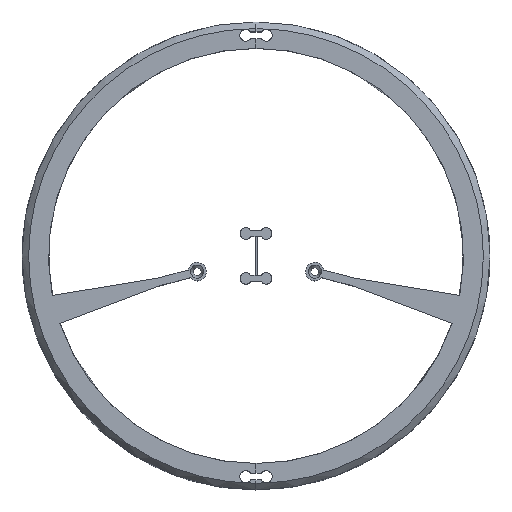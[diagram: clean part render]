
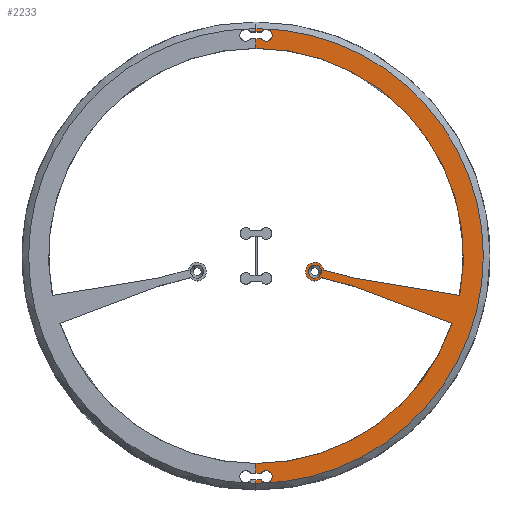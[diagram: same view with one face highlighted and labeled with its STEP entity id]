
A CAD part, top view. The second image highlights one B-rep face of the part: STEP entity #2233.
In plain terms, the highlighted planar face has unit normal (0, 0, 1).
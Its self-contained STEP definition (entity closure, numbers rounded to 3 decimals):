
#87=PLANE('',#2391);
#168=FACE_BOUND('',#418,.T.);
#204=CIRCLE('',#2390,5.);
#205=CIRCLE('',#2392,172.);
#206=CIRCLE('',#2393,4.5);
#207=CIRCLE('',#2394,157.);
#208=CIRCLE('',#2395,7.);
#209=CIRCLE('',#2396,157.);
#210=CIRCLE('',#2397,4.5);
#288=FACE_OUTER_BOUND('',#417,.T.);
#417=EDGE_LOOP('',(#1596,#1597,#1598,#1599,#1600,#1601,#1602,#1603,#1604,
#1605,#1606,#1607,#1608,#1609,#1610,#1611,#1612,#1613));
#418=EDGE_LOOP('',(#1614));
#555=LINE('',#3542,#757);
#556=LINE('',#3544,#758);
#557=LINE('',#3548,#759);
#558=LINE('',#3550,#760);
#559=LINE('',#3554,#761);
#560=LINE('',#3556,#762);
#561=LINE('',#3560,#763);
#562=LINE('',#3562,#764);
#563=LINE('',#3566,#765);
#564=LINE('',#3568,#766);
#565=LINE('',#3572,#767);
#566=LINE('',#3573,#768);
#757=VECTOR('',#2645,10.);
#758=VECTOR('',#2646,10.);
#759=VECTOR('',#2649,10.);
#760=VECTOR('',#2650,10.);
#761=VECTOR('',#2653,10.);
#762=VECTOR('',#2654,10.);
#763=VECTOR('',#2657,10.);
#764=VECTOR('',#2658,10.);
#765=VECTOR('',#2661,10.);
#766=VECTOR('',#2662,10.);
#767=VECTOR('',#2665,10.);
#768=VECTOR('',#2666,10.);
#995=VERTEX_POINT('',#3534);
#996=VERTEX_POINT('',#3538);
#997=VERTEX_POINT('',#3539);
#998=VERTEX_POINT('',#3541);
#999=VERTEX_POINT('',#3543);
#1000=VERTEX_POINT('',#3545);
#1001=VERTEX_POINT('',#3547);
#1002=VERTEX_POINT('',#3549);
#1003=VERTEX_POINT('',#3551);
#1004=VERTEX_POINT('',#3553);
#1005=VERTEX_POINT('',#3555);
#1006=VERTEX_POINT('',#3557);
#1007=VERTEX_POINT('',#3559);
#1008=VERTEX_POINT('',#3561);
#1009=VERTEX_POINT('',#3563);
#1010=VERTEX_POINT('',#3565);
#1011=VERTEX_POINT('',#3567);
#1012=VERTEX_POINT('',#3569);
#1013=VERTEX_POINT('',#3571);
#1230=EDGE_CURVE('',#995,#995,#204,.T.);
#1231=EDGE_CURVE('',#996,#997,#205,.T.);
#1232=EDGE_CURVE('',#996,#998,#555,.T.);
#1233=EDGE_CURVE('',#998,#999,#556,.T.);
#1234=EDGE_CURVE('',#999,#1000,#206,.T.);
#1235=EDGE_CURVE('',#1000,#1001,#557,.T.);
#1236=EDGE_CURVE('',#1001,#1002,#558,.T.);
#1237=EDGE_CURVE('',#1002,#1003,#207,.T.);
#1238=EDGE_CURVE('',#1004,#1003,#559,.T.);
#1239=EDGE_CURVE('',#1005,#1004,#560,.T.);
#1240=EDGE_CURVE('',#1006,#1005,#208,.T.);
#1241=EDGE_CURVE('',#1007,#1006,#561,.T.);
#1242=EDGE_CURVE('',#1008,#1007,#562,.T.);
#1243=EDGE_CURVE('',#1008,#1009,#209,.T.);
#1244=EDGE_CURVE('',#1009,#1010,#563,.T.);
#1245=EDGE_CURVE('',#1010,#1011,#564,.T.);
#1246=EDGE_CURVE('',#1011,#1012,#210,.T.);
#1247=EDGE_CURVE('',#1012,#1013,#565,.T.);
#1248=EDGE_CURVE('',#1013,#997,#566,.T.);
#1596=ORIENTED_EDGE('',*,*,#1231,.F.);
#1597=ORIENTED_EDGE('',*,*,#1232,.T.);
#1598=ORIENTED_EDGE('',*,*,#1233,.T.);
#1599=ORIENTED_EDGE('',*,*,#1234,.T.);
#1600=ORIENTED_EDGE('',*,*,#1235,.T.);
#1601=ORIENTED_EDGE('',*,*,#1236,.T.);
#1602=ORIENTED_EDGE('',*,*,#1237,.T.);
#1603=ORIENTED_EDGE('',*,*,#1238,.F.);
#1604=ORIENTED_EDGE('',*,*,#1239,.F.);
#1605=ORIENTED_EDGE('',*,*,#1240,.F.);
#1606=ORIENTED_EDGE('',*,*,#1241,.F.);
#1607=ORIENTED_EDGE('',*,*,#1242,.F.);
#1608=ORIENTED_EDGE('',*,*,#1243,.T.);
#1609=ORIENTED_EDGE('',*,*,#1244,.T.);
#1610=ORIENTED_EDGE('',*,*,#1245,.T.);
#1611=ORIENTED_EDGE('',*,*,#1246,.T.);
#1612=ORIENTED_EDGE('',*,*,#1247,.T.);
#1613=ORIENTED_EDGE('',*,*,#1248,.T.);
#1614=ORIENTED_EDGE('',*,*,#1230,.F.);
#2233=ADVANCED_FACE('',(#288,#168),#87,.T.);
#2390=AXIS2_PLACEMENT_3D('',#3536,#2639,#2640);
#2391=AXIS2_PLACEMENT_3D('',#3537,#2641,#2642);
#2392=AXIS2_PLACEMENT_3D('',#3540,#2643,#2644);
#2393=AXIS2_PLACEMENT_3D('',#3546,#2647,#2648);
#2394=AXIS2_PLACEMENT_3D('',#3552,#2651,#2652);
#2395=AXIS2_PLACEMENT_3D('',#3558,#2655,#2656);
#2396=AXIS2_PLACEMENT_3D('',#3564,#2659,#2660);
#2397=AXIS2_PLACEMENT_3D('',#3570,#2663,#2664);
#2639=DIRECTION('center_axis',(0.,0.,1.));
#2640=DIRECTION('ref_axis',(1.,0.,0.));
#2641=DIRECTION('center_axis',(0.,0.,1.));
#2642=DIRECTION('ref_axis',(1.,0.,0.));
#2643=DIRECTION('center_axis',(0.,0.,-1.));
#2644=DIRECTION('ref_axis',(0.,-1.,0.));
#2645=DIRECTION('',(0.,-1.,0.));
#2646=DIRECTION('',(1.,0.,0.));
#2647=DIRECTION('center_axis',(0.,0.,-1.));
#2648=DIRECTION('ref_axis',(1.,0.,0.));
#2649=DIRECTION('',(-1.,0.,0.));
#2650=DIRECTION('',(0.,-1.,0.));
#2651=DIRECTION('center_axis',(0.,0.,-1.));
#2652=DIRECTION('ref_axis',(0.,-1.,0.));
#2653=DIRECTION('',(0.987,-0.162,0.));
#2654=DIRECTION('',(0.966,-0.259,0.));
#2655=DIRECTION('center_axis',(0.,0.,-1.));
#2656=DIRECTION('ref_axis',(1.,0.,0.));
#2657=DIRECTION('',(-0.966,0.259,0.));
#2658=DIRECTION('',(-0.936,0.353,0.));
#2659=DIRECTION('center_axis',(0.,0.,-1.));
#2660=DIRECTION('ref_axis',(0.,-1.,0.));
#2661=DIRECTION('',(0.,-1.,0.));
#2662=DIRECTION('',(1.,0.,0.));
#2663=DIRECTION('center_axis',(0.,0.,-1.));
#2664=DIRECTION('ref_axis',(1.,0.,0.));
#2665=DIRECTION('',(-1.,0.,0.));
#2666=DIRECTION('',(0.,-1.,0.));
#3534=CARTESIAN_POINT('',(39.5,-11.924,55.));
#3536=CARTESIAN_POINT('Origin',(44.5,-11.924,55.));
#3537=CARTESIAN_POINT('Origin',(88.5,0.,55.));
#3538=CARTESIAN_POINT('',(0.,172.,55.));
#3539=CARTESIAN_POINT('',(0.,-172.,55.));
#3540=CARTESIAN_POINT('Origin',(0.,0.,55.));
#3541=CARTESIAN_POINT('',(0.,169.5,55.));
#3542=CARTESIAN_POINT('',(0.,177.,55.));
#3543=CARTESIAN_POINT('',(4.,169.5,55.));
#3544=CARTESIAN_POINT('',(46.25,169.5,55.));
#3545=CARTESIAN_POINT('',(4.,164.5,55.));
#3546=CARTESIAN_POINT('Origin',(7.742,167.,55.));
#3547=CARTESIAN_POINT('',(0.,164.5,55.));
#3548=CARTESIAN_POINT('',(44.25,164.5,55.));
#3549=CARTESIAN_POINT('',(0.,157.,55.));
#3550=CARTESIAN_POINT('',(0.,177.,55.));
#3551=CARTESIAN_POINT('',(154.128,-29.892,55.));
#3552=CARTESIAN_POINT('Origin',(0.,0.,55.));
#3553=CARTESIAN_POINT('',(74.254,-16.791,55.));
#3554=CARTESIAN_POINT('',(145.852,-28.534,55.));
#3555=CARTESIAN_POINT('',(51.386,-10.663,55.));
#3556=CARTESIAN_POINT('',(134.779,-33.008,55.));
#3557=CARTESIAN_POINT('',(49.833,-16.458,55.));
#3558=CARTESIAN_POINT('Origin',(44.5,-11.924,55.));
#3559=CARTESIAN_POINT('',(72.701,-22.586,55.));
#3560=CARTESIAN_POINT('',(75.474,-23.329,55.));
#3561=CARTESIAN_POINT('',(148.425,-51.177,55.));
#3562=CARTESIAN_POINT('',(96.079,-31.413,55.));
#3563=CARTESIAN_POINT('',(0.,-157.,55.));
#3564=CARTESIAN_POINT('Origin',(0.,0.,55.));
#3565=CARTESIAN_POINT('',(0.,-164.5,55.));
#3566=CARTESIAN_POINT('',(0.,177.,55.));
#3567=CARTESIAN_POINT('',(4.,-164.5,55.));
#3568=CARTESIAN_POINT('',(44.25,-164.5,55.));
#3569=CARTESIAN_POINT('',(4.,-169.5,55.));
#3570=CARTESIAN_POINT('Origin',(7.742,-167.,55.));
#3571=CARTESIAN_POINT('',(0.,-169.5,55.));
#3572=CARTESIAN_POINT('',(46.25,-169.5,55.));
#3573=CARTESIAN_POINT('',(0.,177.,55.));
